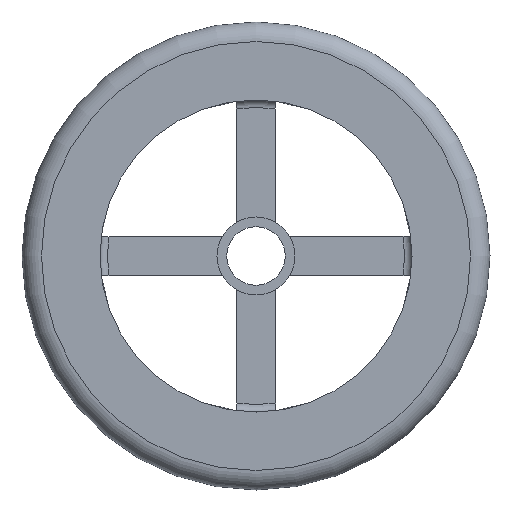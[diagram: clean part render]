
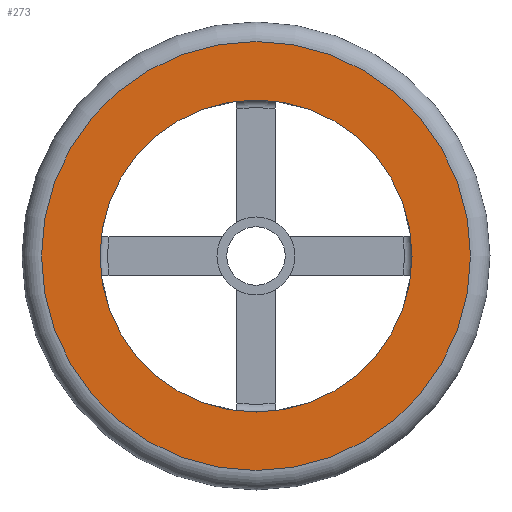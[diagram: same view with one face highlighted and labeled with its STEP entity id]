
A CAD part, left-side view. The second image highlights one B-rep face of the part: STEP entity #273.
In plain terms, the highlighted planar face has unit normal (-1, 0, 0).
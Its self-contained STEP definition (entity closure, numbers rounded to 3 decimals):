
#273=ADVANCED_FACE('',(#511,#513),#515,.F.);
#511=FACE_BOUND('',#512,.T.);
#512=EDGE_LOOP('',(#714));
#513=FACE_BOUND('',#514,.T.);
#514=EDGE_LOOP('',(#715));
#515=PLANE('',#516);
#516=AXIS2_PLACEMENT_3D('',#517,#518,#519);
#517=CARTESIAN_POINT('',(0.,0.,0.));
#518=DIRECTION('',(1.,0.,0.));
#519=DIRECTION('',(0.,0.,-1.));
#714=ORIENTED_EDGE('',*,*,#804,.F.);
#715=ORIENTED_EDGE('',*,*,#803,.T.);
#803=EDGE_CURVE('',#942,#942,#943,.T.);
#804=EDGE_CURVE('',#944,#944,#945,.T.);
#942=VERTEX_POINT('',#1835);
#943=CIRCLE('',#1836,40.);
#944=VERTEX_POINT('',#1840);
#945=CIRCLE('',#1841,55.);
#1835=CARTESIAN_POINT('',(0.,-40.,0.));
#1836=AXIS2_PLACEMENT_3D('',#1837,#1838,#1839);
#1837=CARTESIAN_POINT('',(0.,0.,0.));
#1838=DIRECTION('',(1.,0.,0.));
#1839=DIRECTION('',(0.,-0.125,0.992));
#1840=CARTESIAN_POINT('',(0.,0.,-55.));
#1841=AXIS2_PLACEMENT_3D('',#1842,#1843,#1844);
#1842=CARTESIAN_POINT('',(0.,0.,0.));
#1843=DIRECTION('',(1.,0.,0.));
#1844=DIRECTION('',(0.,0.,-1.));
